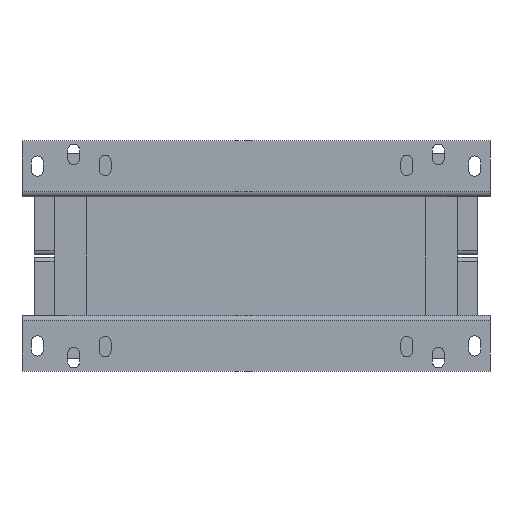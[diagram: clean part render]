
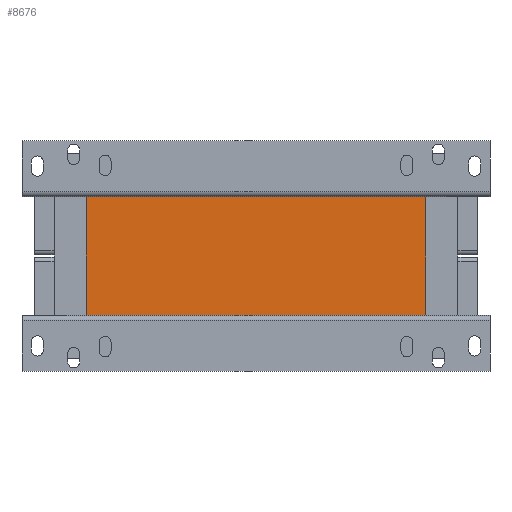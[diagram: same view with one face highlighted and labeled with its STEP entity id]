
A CAD part, front view. The second image highlights one B-rep face of the part: STEP entity #8676.
In plain terms, the highlighted planar face has unit normal (0, -1, 0).
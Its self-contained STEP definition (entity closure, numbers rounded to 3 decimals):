
#65 = DIRECTION ( 'NONE',  ( 1., 0., 0. ) ) ;
#2096 = AXIS2_PLACEMENT_3D ( 'NONE', #28521, #12086, #14831 ) ;
#2379 = EDGE_CURVE ( 'Defeature ausgef�hrt2_16+Defeature ausgef�hrt2_829+Defeature ausgef�hrt2_10+Defeature ausgef�hrt2_11', #30841, #13766, #33027, .T. ) ;
#3006 = CARTESIAN_POINT ( 'NONE',  ( -200., -200., 70. ) ) ;
#3055 = CARTESIAN_POINT ( 'NONE',  ( -200., -200., -70. ) ) ;
#4278 = VERTEX_POINT ( 'NONE', #27513 ) ;
#5302 = LINE ( 'NONE', #19883, #12969 ) ;
#7840 = VERTEX_POINT ( 'NONE', #32092 ) ;
#8676 = ADVANCED_FACE ( 'Defeature ausgef�hrt2_16', ( #17707 ), #20579, .F. ) ;
#8963 = DIRECTION ( 'NONE',  ( 0., 0., -1. ) ) ;
#9115 = DIRECTION ( 'NONE',  ( 0., 0., -1. ) ) ;
#9639 = CARTESIAN_POINT ( 'NONE',  ( -200., -200., -70. ) ) ;
#10020 = CARTESIAN_POINT ( 'NONE',  ( 200., -200., -70. ) ) ;
#11160 = VECTOR ( 'NONE', #65, 1000. ) ;
#11586 = ORIENTED_EDGE ( 'NONE', *, *, #23358, .T. ) ;
#12086 = DIRECTION ( 'NONE',  ( 0., 1., 0. ) ) ;
#12969 = VECTOR ( 'NONE', #8963, 1000. ) ;
#13766 = VERTEX_POINT ( 'NONE', #10020 ) ;
#14831 = DIRECTION ( 'NONE',  ( 0., 0., 1. ) ) ;
#15914 = ORIENTED_EDGE ( 'NONE', *, *, #2379, .T. ) ;
#16234 = LINE ( 'NONE', #3006, #22674 ) ;
#17707 = FACE_OUTER_BOUND ( 'NONE', #32089, .T. ) ;
#19883 = CARTESIAN_POINT ( 'NONE',  ( 200., -200., 70. ) ) ;
#20255 = CARTESIAN_POINT ( 'NONE',  ( -200., -200., 70. ) ) ;
#20579 = PLANE ( 'NONE',  #2096 ) ;
#21719 = EDGE_CURVE ( 'Defeature ausgef�hrt2_828+Defeature ausgef�hrt2_16+Defeature ausgef�hrt2_10+Defeature ausgef�hrt2_11', #4278, #7840, #16234, .T. ) ;
#22230 = DIRECTION ( 'NONE',  ( 1., 0., 0. ) ) ;
#22674 = VECTOR ( 'NONE', #22230, 1000. ) ;
#22915 = ORIENTED_EDGE ( 'NONE', *, *, #26313, .F. ) ;
#23358 = EDGE_CURVE ( 'Defeature ausgef�hrt2_16+Defeature ausgef�hrt2_10+Defeature ausgef�hrt2_828+Defeature ausgef�hrt2_829', #4278, #30841, #29322, .T. ) ;
#25999 = ORIENTED_EDGE ( 'NONE', *, *, #21719, .F. ) ;
#26313 = EDGE_CURVE ( 'Defeature ausgef�hrt2_11+Defeature ausgef�hrt2_16+Defeature ausgef�hrt2_828+Defeature ausgef�hrt2_829', #7840, #13766, #5302, .T. ) ;
#26773 = VECTOR ( 'NONE', #9115, 1000. ) ;
#27513 = CARTESIAN_POINT ( 'NONE',  ( -200., -200., 70. ) ) ;
#28521 = CARTESIAN_POINT ( 'NONE',  ( -200., -200., 70. ) ) ;
#29322 = LINE ( 'NONE', #20255, #26773 ) ;
#30841 = VERTEX_POINT ( 'NONE', #9639 ) ;
#32089 = EDGE_LOOP ( 'NONE', ( #15914, #22915, #25999, #11586 ) ) ;
#32092 = CARTESIAN_POINT ( 'NONE',  ( 200., -200., 70. ) ) ;
#33027 = LINE ( 'NONE', #3055, #11160 ) ;
